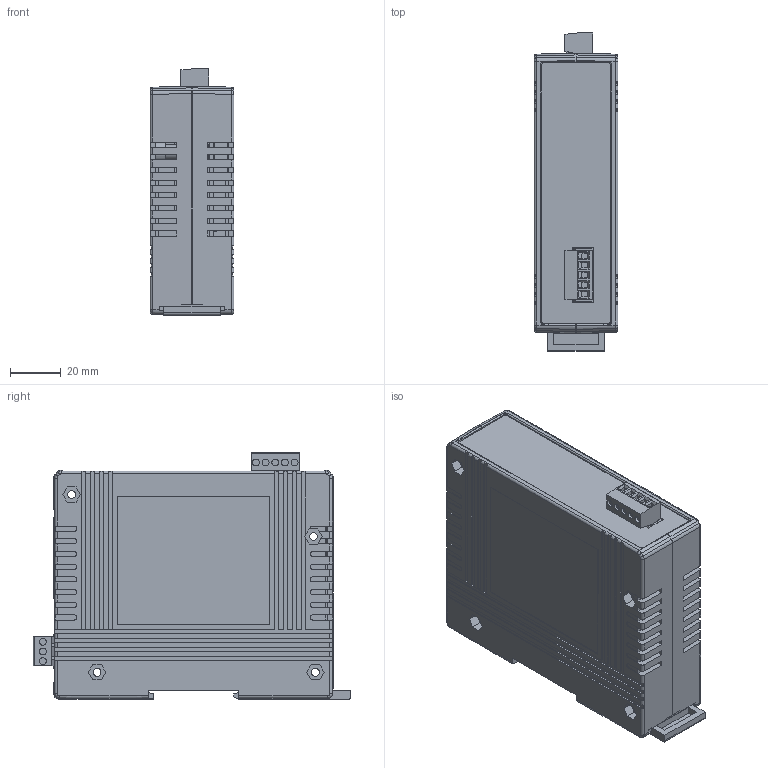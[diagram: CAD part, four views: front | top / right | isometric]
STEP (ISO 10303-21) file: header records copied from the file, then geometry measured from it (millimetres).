
FILE_DESCRIPTION (( 'STEP AP203' ), '1' );
FILE_NAME ('tDS-2215i_20191205.STEP', '2021-07-13T00:49:30', ( 'Windows 使用者' ), ( '' ), 'SwSTEP 2.0', 'SolidWorks 2020', '' );
FILE_SCHEMA (( 'CONFIG_CONTROL_DESIGN' ));
Length unit declared in the file: millimetre
Products named in the file (18): F.G.馬口鐵(4SI21A0000001); 2DSD008_MK-22D10; VD-053130000AG; VD-053130000AG_90D; 4SI21W0000002; 4SI21W0000003; tDS-2215i_PCB; tDS-2215i_20191205; 4SI21K0000053; VE-033131000AG; VD-033130000AG_90D; VD-033130000AG; 2DJ049_RB1-126BHQ1A; tGW-2235_PCB; LED x 2_90D; 4SI21K0000114; VE-053131000AG; PROFI-2000 滑片(4SI21K0000031)
Assembly tree (18 placements, depth 4):
  tDS-2215i_20191205
    tDS-2215i_PCB
      tGW-2235_PCB
      2DJ049_RB1-126BHQ1A  x2
      2DSD008_MK-22D10
      VD-033130000AG_90D
        VE-033131000AG
        VD-033130000AG
      VD-053130000AG_90D
        VE-053131000AG
        VD-053130000AG
      LED x 2_90D
    4SI21K0000114
    4SI21W0000003
    F.G.馬口鐵(4SI21A0000001)
    4SI21W0000002
    4SI21K0000053
    PROFI-2000 滑片(4SI21K0000031)
Bounding box: 33 x 125.2 x 97.12 mm (x, y, z)
Volume: 90287.4 mm3; surface area: 119412.6 mm2
Topology: 15 solids, 15 shells, 1770 faces, 4755 edges, 3064 vertices
Faces by surface type: plane 1383, cylinder 305, bspline 32, sphere 18, torus 16, cone 16
Entity records: 55709 total; most frequent: CARTESIAN_POINT 10286, ORIENTED_EDGE 9234, DIRECTION 8719, EDGE_CURVE 4617, LINE 3713, VECTOR 3713, VERTEX_POINT 2978, AXIS2_PLACEMENT_3D 2503
